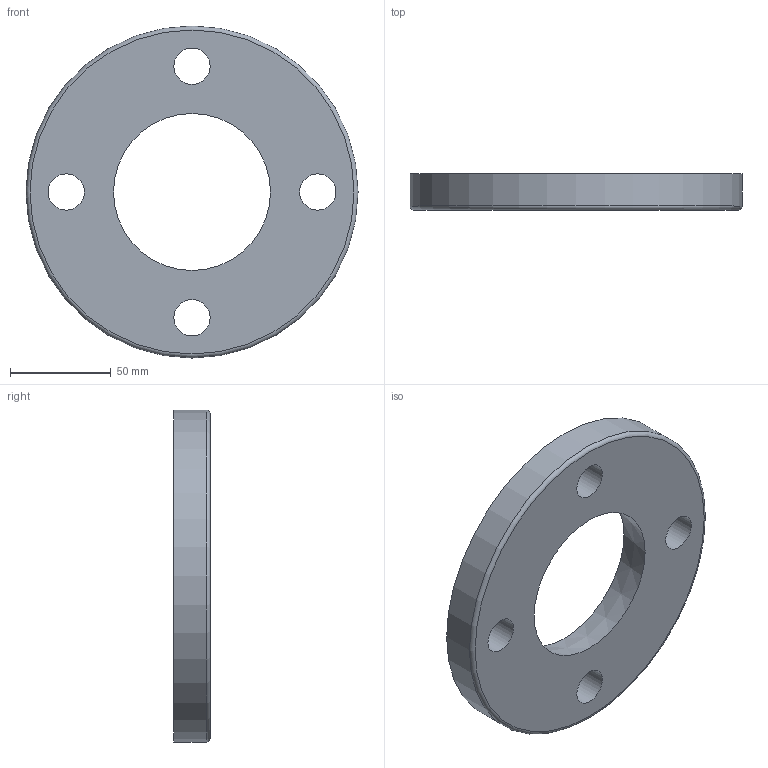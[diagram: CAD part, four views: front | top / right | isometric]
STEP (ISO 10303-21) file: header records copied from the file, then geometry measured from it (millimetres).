
FILE_DESCRIPTION(/* description */ (''),/* implementation_level */ '2;1');
FILE_NAME(/* name */ 'BR000630.stp',/* time_stamp */ '2016-10-25T11:26:58+02:00',/* author */ ('Gabriele'),/* organization */ (''),/* preprocessor_version */ 'ST-DEVELOPER v16.5',/* originating_system */ 'Autodesk Inventor 2017',/* authorisation */ '');
FILE_SCHEMA (('AUTOMOTIVE_DESIGN { 1 0 10303 214 3 1 1 }'));
Length unit declared in the file: millimetre
Products named in the file (1): BR000630
Bounding box: 165 x 18 x 165 mm (x, y, z)
Volume: 220561.6 mm3; surface area: 59618 mm2
Topology: 1 solids, 1 shells, 409 faces, 856 edges, 465 vertices
Faces by surface type: torus 161, cylinder 149, sphere 64, plane 34, cone 1
Full cylindrical faces by diameter (mm): 18 x4, 165 x1
Entity records: 10860 total; most frequent: DIRECTION 2318, CARTESIAN_POINT 1716, ORIENTED_EDGE 1690, AXIS2_PLACEMENT_3D 1063, EDGE_CURVE 845, CIRCLE 653, VERTEX_POINT 461, EDGE_LOOP 442
